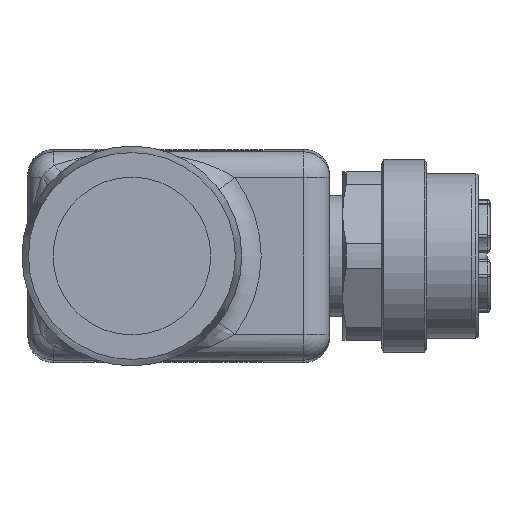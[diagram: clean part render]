
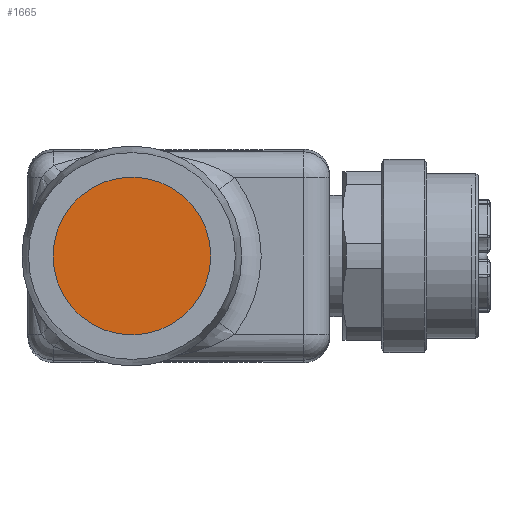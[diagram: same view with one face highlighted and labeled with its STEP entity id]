
A CAD part, front view. The second image highlights one B-rep face of the part: STEP entity #1665.
In plain terms, the highlighted planar face has unit normal (0, -1, 0).
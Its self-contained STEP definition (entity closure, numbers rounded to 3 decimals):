
#231=PLANE('',#5574);
#1147=FACE_OUTER_BOUND('',#2185,.T.);
#1665=ADVANCED_FACE('',(#1147),#231,.T.);
#2185=EDGE_LOOP('',(#3256));
#3256=ORIENTED_EDGE('',*,*,#4756,.T.);
#4118=VERTEX_POINT('',#8857);
#4756=EDGE_CURVE('',#4118,#4118,#5169,.T.);
#5169=CIRCLE('',#5573,6.1);
#5573=AXIS2_PLACEMENT_3D('',#8856,#6651,#6652);
#5574=AXIS2_PLACEMENT_3D('',#8858,#6653,#6654);
#6651=DIRECTION('',(0.,-1.,0.));
#6652=DIRECTION('',(1.,0.,0.));
#6653=DIRECTION('',(0.,-1.,0.));
#6654=DIRECTION('',(0.,0.,1.));
#8856=CARTESIAN_POINT('',(0.,-85.,0.));
#8857=CARTESIAN_POINT('',(6.1,-85.,0.));
#8858=CARTESIAN_POINT('',(0.,-85.,0.));
